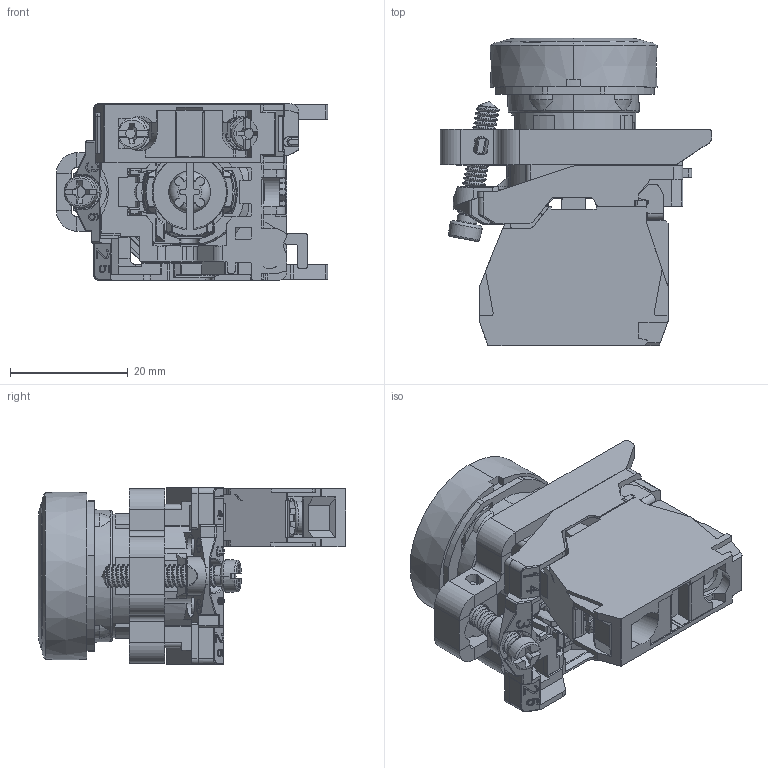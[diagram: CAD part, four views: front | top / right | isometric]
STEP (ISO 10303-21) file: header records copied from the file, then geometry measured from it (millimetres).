
FILE_DESCRIPTION((''),'2;1');
FILE_NAME('XB4BA31_ASM','2023-07-01T',('Administrator'),('zyb.com'),'PRO/ENGINEER BY PARAMETRIC TECHNOLOGY CORPORATION, 2010280','PRO/ENGINEER BY PARAMETRIC TECHNOLOGY CORPORATION, 2010280','');
FILE_SCHEMA(('AUTOMOTIVE_DESIGN { 1 0 10303 214 1 1 1 1 }'));
Length unit declared in the file: millimetre
Products named in the file (4): ZB4BE009; ZB4BA3C; ZBE101; XB4BA31_ASM
Assembly tree (3 placements, depth 2):
  XB4BA31_ASM
    ZB4BE009
    ZB4BA3C
    ZBE101
Bounding box: 46 x 52.2 x 30 mm (x, y, z)
Volume: 19806.2 mm3; surface area: 19143.1 mm2
Topology: 14 solids, 22 shells, 3826 faces, 10318 edges, 6573 vertices
Faces by surface type: plane 2077, cylinder 1086, bspline 272, torus 170, cone 149, sphere 72
Entity records: 163826 total; most frequent: CARTESIAN_POINT 42439, ORIENTED_EDGE 20624, DIRECTION 18587, EDGE_CURVE 10312, VERTEX_POINT 6573, VECTOR 6447, LINE 6447, AXIS2_PLACEMENT_3D 6070
